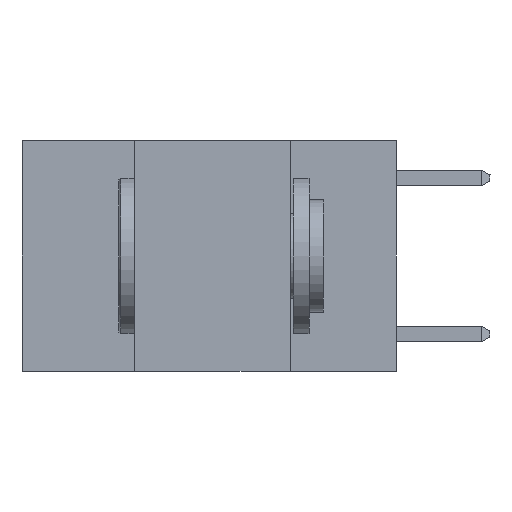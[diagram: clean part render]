
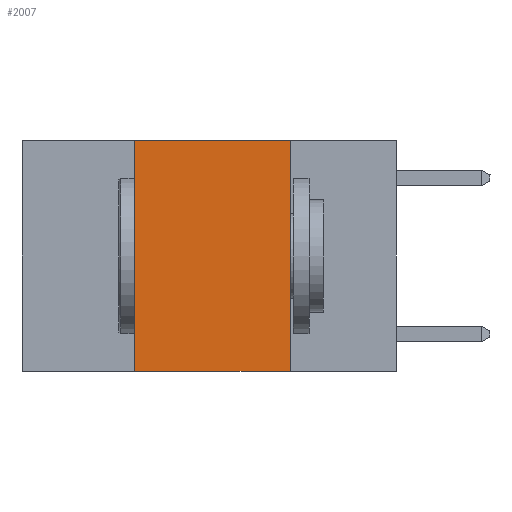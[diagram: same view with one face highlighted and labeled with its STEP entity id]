
A CAD part, left-side view. The second image highlights one B-rep face of the part: STEP entity #2007.
In plain terms, the highlighted planar face has unit normal (-1, 0, 0).
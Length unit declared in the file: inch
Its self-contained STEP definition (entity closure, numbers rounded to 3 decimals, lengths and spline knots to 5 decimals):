
#65 = CARTESIAN_POINT ( 'NONE',  ( 0., 0.17, 0. ) ) ;
#71 = AXIS2_PLACEMENT_3D ( 'NONE', #8705, #3889, #10194 ) ;
#636 = VERTEX_POINT ( 'NONE', #3377 ) ;
#816 = EDGE_LOOP ( 'NONE', ( #3215, #16120, #7825, #9635 ) ) ;
#1270 = EDGE_CURVE ( 'NONE', #8163, #15988, #12768, .T. ) ;
#1628 = VERTEX_POINT ( 'NONE', #8909 ) ;
#2007 = ADVANCED_FACE ( 'NONE', ( #4953 ), #9947, .F. ) ;
#2121 = DIRECTION ( 'NONE',  ( 0., -1., 0. ) ) ;
#2287 = CARTESIAN_POINT ( 'NONE',  ( 0., 0.6, -0.37 ) ) ;
#2369 = LINE ( 'NONE', #7378, #12043 ) ;
#2433 = CARTESIAN_POINT ( 'NONE',  ( 0., 0.42, 0. ) ) ;
#3215 = ORIENTED_EDGE ( 'NONE', *, *, #12136, .F. ) ;
#3377 = CARTESIAN_POINT ( 'NONE',  ( 0., 0.17, 0. ) ) ;
#3605 = VECTOR ( 'NONE', #10991, 39.37008 ) ;
#3889 = DIRECTION ( 'NONE',  ( 1., 0., 0. ) ) ;
#4917 = LINE ( 'NONE', #2433, #7637 ) ;
#4953 = FACE_OUTER_BOUND ( 'NONE', #816, .T. ) ;
#5531 = EDGE_CURVE ( 'NONE', #1628, #636, #2369, .T. ) ;
#7378 = CARTESIAN_POINT ( 'NONE',  ( 0., 0.6, 0. ) ) ;
#7637 = VECTOR ( 'NONE', #9913, 39.37008 ) ;
#7825 = ORIENTED_EDGE ( 'NONE', *, *, #12633, .F. ) ;
#8163 = VERTEX_POINT ( 'NONE', #14759 ) ;
#8705 = CARTESIAN_POINT ( 'NONE',  ( 0., 0.6, 0. ) ) ;
#8909 = CARTESIAN_POINT ( 'NONE',  ( 0., 0.42, 0. ) ) ;
#9635 = ORIENTED_EDGE ( 'NONE', *, *, #1270, .T. ) ;
#9913 = DIRECTION ( 'NONE',  ( 0., 0., 1. ) ) ;
#9947 = PLANE ( 'NONE',  #71 ) ;
#10194 = DIRECTION ( 'NONE',  ( 0., 0., -1. ) ) ;
#10330 = CARTESIAN_POINT ( 'NONE',  ( 0., 0.17, -0.37 ) ) ;
#10991 = DIRECTION ( 'NONE',  ( 0., 0., -1. ) ) ;
#12043 = VECTOR ( 'NONE', #12361, 39.37008 ) ;
#12136 = EDGE_CURVE ( 'NONE', #636, #15988, #12376, .T. ) ;
#12361 = DIRECTION ( 'NONE',  ( 0., -1., 0. ) ) ;
#12376 = LINE ( 'NONE', #65, #3605 ) ;
#12633 = EDGE_CURVE ( 'NONE', #8163, #1628, #4917, .T. ) ;
#12768 = LINE ( 'NONE', #2287, #14666 ) ;
#14666 = VECTOR ( 'NONE', #2121, 39.37008 ) ;
#14759 = CARTESIAN_POINT ( 'NONE',  ( 0., 0.42, -0.37 ) ) ;
#15988 = VERTEX_POINT ( 'NONE', #10330 ) ;
#16120 = ORIENTED_EDGE ( 'NONE', *, *, #5531, .F. ) ;
